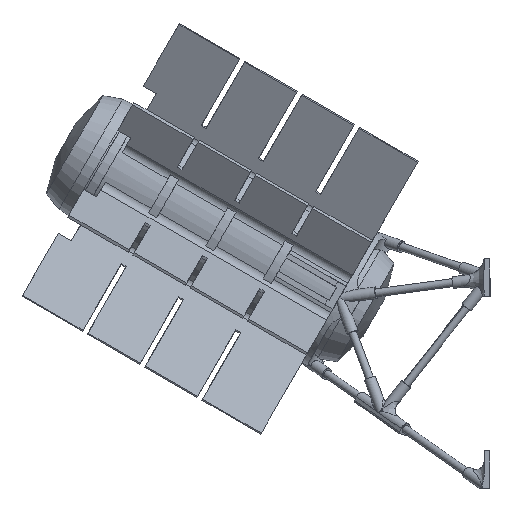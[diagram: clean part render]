
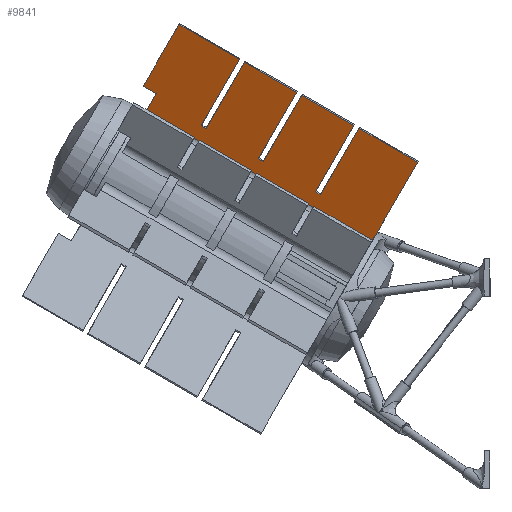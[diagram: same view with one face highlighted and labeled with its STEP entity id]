
A CAD part, left-side view. The second image highlights one B-rep face of the part: STEP entity #9841.
In plain terms, the highlighted face is planar.
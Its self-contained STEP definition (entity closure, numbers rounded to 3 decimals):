
#941=FACE_OUTER_BOUND('',#1477,.T.);
#1477=EDGE_LOOP('',(#8015,#8016,#8017,#8018,#8019,#8020,#8021,#8022,#8023,
#8024,#8025,#8026,#8027,#8028,#8029,#8030,#8031,#8032));
#2267=LINE('',#14418,#3043);
#2291=LINE('',#14490,#3067);
#2309=LINE('',#14533,#3085);
#2331=LINE('',#14586,#3107);
#2355=LINE('',#14658,#3131);
#2373=LINE('',#14701,#3149);
#2395=LINE('',#14754,#3171);
#2419=LINE('',#14826,#3195);
#2437=LINE('',#14869,#3213);
#2519=LINE('',#15022,#3295);
#2521=LINE('',#15025,#3297);
#2522=LINE('',#15027,#3298);
#2524=LINE('',#15031,#3300);
#2790=LINE('',#15985,#3566);
#2854=LINE('',#16252,#3630);
#2856=LINE('',#16255,#3632);
#2857=LINE('',#16257,#3633);
#2858=LINE('',#16258,#3634);
#3043=VECTOR('',#11366,10.);
#3067=VECTOR('',#11422,10.);
#3085=VECTOR('',#11462,10.);
#3107=VECTOR('',#11510,10.);
#3131=VECTOR('',#11566,10.);
#3149=VECTOR('',#11606,10.);
#3171=VECTOR('',#11654,10.);
#3195=VECTOR('',#11710,10.);
#3213=VECTOR('',#11750,10.);
#3295=VECTOR('',#11888,10.);
#3297=VECTOR('',#11892,10.);
#3298=VECTOR('',#11895,10.);
#3300=VECTOR('',#11899,10.);
#3566=VECTOR('',#12877,10.);
#3630=VECTOR('',#13235,10.);
#3632=VECTOR('',#13239,10.);
#3633=VECTOR('',#13242,10.);
#3634=VECTOR('',#13243,10.);
#3822=VERTEX_POINT('',#14416);
#3823=VERTEX_POINT('',#14417);
#3854=VERTEX_POINT('',#14488);
#3855=VERTEX_POINT('',#14489);
#3886=VERTEX_POINT('',#14584);
#3887=VERTEX_POINT('',#14585);
#3918=VERTEX_POINT('',#14656);
#3919=VERTEX_POINT('',#14657);
#3950=VERTEX_POINT('',#14752);
#3951=VERTEX_POINT('',#14753);
#3982=VERTEX_POINT('',#14824);
#3983=VERTEX_POINT('',#14825);
#4040=VERTEX_POINT('',#15021);
#4041=VERTEX_POINT('',#15029);
#4372=VERTEX_POINT('',#15982);
#4373=VERTEX_POINT('',#15984);
#4428=VERTEX_POINT('',#16249);
#4429=VERTEX_POINT('',#16251);
#4796=EDGE_CURVE('',#3822,#3823,#2267,.T.);
#4828=EDGE_CURVE('',#3854,#3855,#2291,.T.);
#4850=EDGE_CURVE('',#3855,#3822,#2309,.T.);
#4876=EDGE_CURVE('',#3886,#3887,#2331,.T.);
#4908=EDGE_CURVE('',#3918,#3919,#2355,.T.);
#4930=EDGE_CURVE('',#3919,#3886,#2373,.T.);
#4956=EDGE_CURVE('',#3950,#3951,#2395,.T.);
#4988=EDGE_CURVE('',#3982,#3983,#2419,.T.);
#5010=EDGE_CURVE('',#3983,#3950,#2437,.T.);
#5093=EDGE_CURVE('',#4040,#3982,#2519,.T.);
#5095=EDGE_CURVE('',#3951,#3918,#2521,.T.);
#5096=EDGE_CURVE('',#3887,#3854,#2522,.T.);
#5098=EDGE_CURVE('',#3823,#4041,#2524,.T.);
#5580=EDGE_CURVE('',#4372,#4373,#2790,.T.);
#5714=EDGE_CURVE('',#4428,#4429,#2854,.T.);
#5716=EDGE_CURVE('',#4429,#4041,#2856,.T.);
#5717=EDGE_CURVE('',#4373,#4428,#2857,.T.);
#5718=EDGE_CURVE('',#4040,#4372,#2858,.T.);
#8015=ORIENTED_EDGE('',*,*,#4796,.T.);
#8016=ORIENTED_EDGE('',*,*,#5098,.T.);
#8017=ORIENTED_EDGE('',*,*,#5716,.F.);
#8018=ORIENTED_EDGE('',*,*,#5714,.F.);
#8019=ORIENTED_EDGE('',*,*,#5717,.F.);
#8020=ORIENTED_EDGE('',*,*,#5580,.F.);
#8021=ORIENTED_EDGE('',*,*,#5718,.F.);
#8022=ORIENTED_EDGE('',*,*,#5093,.T.);
#8023=ORIENTED_EDGE('',*,*,#4988,.T.);
#8024=ORIENTED_EDGE('',*,*,#5010,.T.);
#8025=ORIENTED_EDGE('',*,*,#4956,.T.);
#8026=ORIENTED_EDGE('',*,*,#5095,.T.);
#8027=ORIENTED_EDGE('',*,*,#4908,.T.);
#8028=ORIENTED_EDGE('',*,*,#4930,.T.);
#8029=ORIENTED_EDGE('',*,*,#4876,.T.);
#8030=ORIENTED_EDGE('',*,*,#5096,.T.);
#8031=ORIENTED_EDGE('',*,*,#4828,.T.);
#8032=ORIENTED_EDGE('',*,*,#4850,.T.);
#9418=PLANE('',#10853);
#9841=ADVANCED_FACE('',(#941),#9418,.T.);
#10853=AXIS2_PLACEMENT_3D('',#16256,#13240,#13241);
#11366=DIRECTION('',(-0.924,0.383,0.));
#11422=DIRECTION('',(0.924,-0.383,0.));
#11462=DIRECTION('',(0.,0.,1.));
#11510=DIRECTION('',(-0.924,0.383,0.));
#11566=DIRECTION('',(0.924,-0.383,0.));
#11606=DIRECTION('',(0.,0.,1.));
#11654=DIRECTION('',(-0.924,0.383,0.));
#11710=DIRECTION('',(0.924,-0.383,0.));
#11750=DIRECTION('',(0.,0.,1.));
#11888=DIRECTION('',(0.,0.,1.));
#11892=DIRECTION('',(0.,0.,1.));
#11895=DIRECTION('',(0.,0.,1.));
#11899=DIRECTION('',(0.,0.,1.));
#12877=DIRECTION('',(0.,0.,1.));
#13235=DIRECTION('',(0.,0.,1.));
#13239=DIRECTION('',(-0.924,0.383,0.));
#13240=DIRECTION('center_axis',(0.383,0.924,0.));
#13241=DIRECTION('ref_axis',(-0.924,0.383,0.));
#13242=DIRECTION('',(-0.924,0.383,0.));
#13243=DIRECTION('',(0.924,-0.383,0.));
#14416=CARTESIAN_POINT('',(-42.206,18.294,109.));
#14417=CARTESIAN_POINT('',(-82.855,35.131,109.));
#14418=CARTESIAN_POINT('',(-58.515,25.049,109.));
#14488=CARTESIAN_POINT('',(-82.855,35.131,106.));
#14489=CARTESIAN_POINT('',(-42.206,18.294,106.));
#14490=CARTESIAN_POINT('',(-35.047,15.329,106.));
#14533=CARTESIAN_POINT('',(-42.206,18.294,107.5));
#14584=CARTESIAN_POINT('',(-42.206,18.294,74.));
#14585=CARTESIAN_POINT('',(-82.855,35.131,74.));
#14586=CARTESIAN_POINT('',(-58.515,25.049,74.));
#14656=CARTESIAN_POINT('',(-82.855,35.131,71.));
#14657=CARTESIAN_POINT('',(-42.206,18.294,71.));
#14658=CARTESIAN_POINT('',(-35.047,15.329,71.));
#14701=CARTESIAN_POINT('',(-42.206,18.294,72.5));
#14752=CARTESIAN_POINT('',(-42.206,18.294,39.));
#14753=CARTESIAN_POINT('',(-82.855,35.131,39.));
#14754=CARTESIAN_POINT('',(-58.515,25.049,39.));
#14824=CARTESIAN_POINT('',(-82.855,35.131,36.));
#14825=CARTESIAN_POINT('',(-42.206,18.294,36.));
#14826=CARTESIAN_POINT('',(-35.047,15.329,36.));
#14869=CARTESIAN_POINT('',(-42.206,18.294,37.5));
#15021=CARTESIAN_POINT('',(-82.855,35.131,0.));
#15022=CARTESIAN_POINT('',(-82.855,35.131,0.));
#15025=CARTESIAN_POINT('',(-82.855,35.131,0.));
#15027=CARTESIAN_POINT('',(-82.855,35.131,0.));
#15029=CARTESIAN_POINT('',(-82.855,35.131,146.));
#15031=CARTESIAN_POINT('',(-82.855,35.131,0.));
#15982=CARTESIAN_POINT('',(-34.545,15.121,0.));
#15984=CARTESIAN_POINT('',(-34.545,15.121,138.));
#15985=CARTESIAN_POINT('',(-34.545,15.121,0.));
#16249=CARTESIAN_POINT('',(-44.975,19.441,138.));
#16251=CARTESIAN_POINT('',(-44.975,19.441,146.));
#16252=CARTESIAN_POINT('',(-44.975,19.441,0.));
#16255=CARTESIAN_POINT('',(-82.855,35.131,146.));
#16256=CARTESIAN_POINT('Origin',(-31.117,13.701,0.));
#16257=CARTESIAN_POINT('',(-82.855,35.131,138.));
#16258=CARTESIAN_POINT('',(-82.855,35.131,0.));
